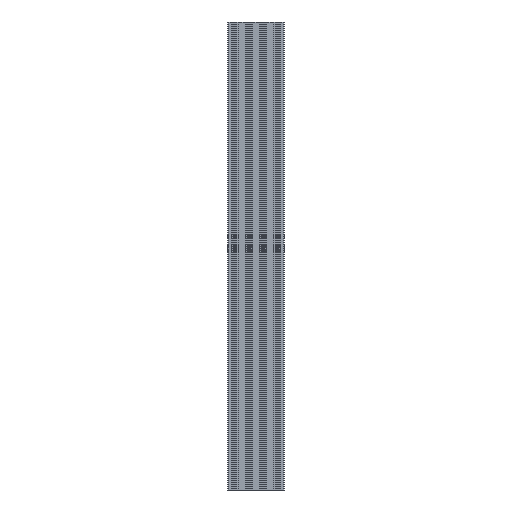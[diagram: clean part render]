
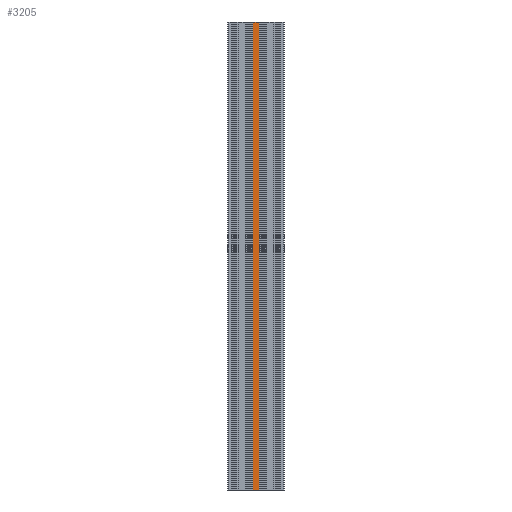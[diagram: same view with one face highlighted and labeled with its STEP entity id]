
A CAD part, front view. The second image highlights one B-rep face of the part: STEP entity #3205.
In plain terms, the highlighted planar face has unit normal (0, -1, 0).
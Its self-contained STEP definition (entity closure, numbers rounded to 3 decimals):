
#146 = EDGE_CURVE ( 'NONE', #6473, #12077, #11194, .T. ) ;
#332 = CARTESIAN_POINT ( 'NONE',  ( -60., -30., 0. ) ) ;
#337 = DIRECTION ( 'NONE',  ( 0., 1., 0. ) ) ;
#357 = CARTESIAN_POINT ( 'NONE',  ( 7.4, -30., 0. ) ) ;
#1519 = CARTESIAN_POINT ( 'NONE',  ( -60., -30., 1000. ) ) ;
#2835 = ORIENTED_EDGE ( 'NONE', *, *, #8609, .T. ) ;
#3032 = CARTESIAN_POINT ( 'NONE',  ( -7.4, -30., 1000. ) ) ;
#3154 = CARTESIAN_POINT ( 'NONE',  ( 7.4, -30., 0. ) ) ;
#3205 = ADVANCED_FACE ( 'NONE', ( #9892 ), #14684, .F. ) ;
#3240 = VECTOR ( 'NONE', #12854, 1000. ) ;
#3886 = DIRECTION ( 'NONE',  ( 1., 0., 0. ) ) ;
#3929 = VERTEX_POINT ( 'NONE', #357 ) ;
#4508 = LINE ( 'NONE', #3154, #3240 ) ;
#5093 = VECTOR ( 'NONE', #3886, 1000. ) ;
#5173 = CARTESIAN_POINT ( 'NONE',  ( -7.4, -30., 0. ) ) ;
#5881 = ORIENTED_EDGE ( 'NONE', *, *, #15520, .T. ) ;
#6473 = VERTEX_POINT ( 'NONE', #3032 ) ;
#6586 = LINE ( 'NONE', #14770, #11877 ) ;
#7540 = DIRECTION ( 'NONE',  ( 0., 0., 1. ) ) ;
#7920 = CARTESIAN_POINT ( 'NONE',  ( 7.4, -30., 1000. ) ) ;
#8609 = EDGE_CURVE ( 'NONE', #3929, #12077, #4508, .T. ) ;
#8836 = DIRECTION ( 'NONE',  ( 1., 0., 0. ) ) ;
#8997 = CARTESIAN_POINT ( 'NONE',  ( -60., -30., 1000. ) ) ;
#9892 = FACE_OUTER_BOUND ( 'NONE', #10080, .T. ) ;
#9968 = AXIS2_PLACEMENT_3D ( 'NONE', #1519, #337, #13721 ) ;
#10080 = EDGE_LOOP ( 'NONE', ( #5881, #2835, #11464, #15157 ) ) ;
#11194 = LINE ( 'NONE', #8997, #13096 ) ;
#11464 = ORIENTED_EDGE ( 'NONE', *, *, #146, .F. ) ;
#11877 = VECTOR ( 'NONE', #7540, 1000. ) ;
#12077 = VERTEX_POINT ( 'NONE', #7920 ) ;
#12854 = DIRECTION ( 'NONE',  ( 0., 0., 1. ) ) ;
#13096 = VECTOR ( 'NONE', #8836, 1000. ) ;
#13254 = VERTEX_POINT ( 'NONE', #5173 ) ;
#13721 = DIRECTION ( 'NONE',  ( 0., 0., 1. ) ) ;
#14684 = PLANE ( 'NONE',  #9968 ) ;
#14770 = CARTESIAN_POINT ( 'NONE',  ( -7.4, -30., 0. ) ) ;
#14826 = LINE ( 'NONE', #332, #5093 ) ;
#15039 = EDGE_CURVE ( 'NONE', #13254, #6473, #6586, .T. ) ;
#15157 = ORIENTED_EDGE ( 'NONE', *, *, #15039, .F. ) ;
#15520 = EDGE_CURVE ( 'NONE', #13254, #3929, #14826, .T. ) ;
